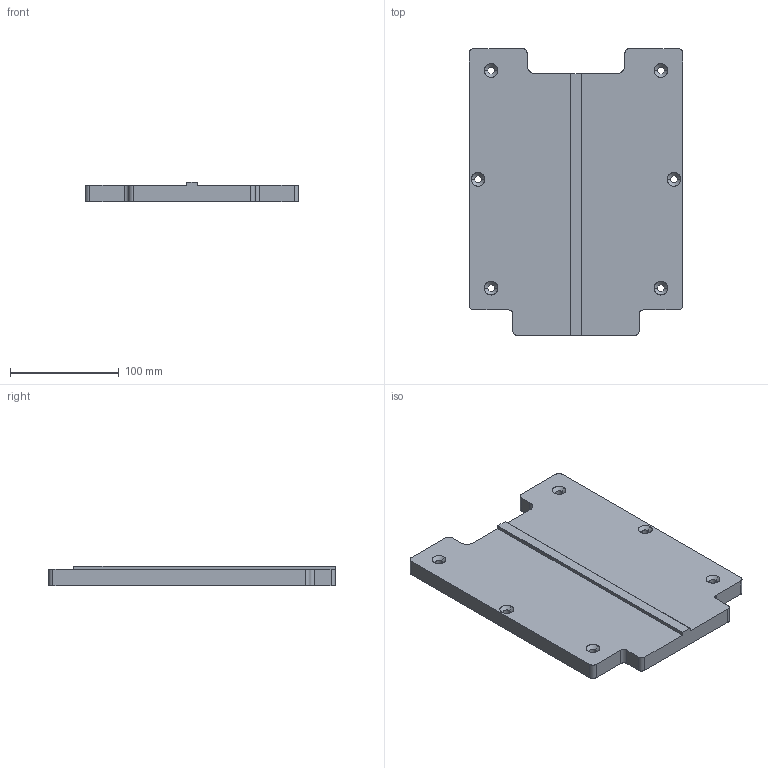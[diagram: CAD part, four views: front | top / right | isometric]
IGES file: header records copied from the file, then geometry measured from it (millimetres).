
Start section: SolidWorks IGES file using analytic representation for surfaces
Global section: file name: suport  broche.IGS; native system: SolidWorks 2013; preprocessor: SolidWorks 2013; author: Utilisateur; date: 200421.212739; units: millimetre
Bounding box: 196 x 263.46 x 18 mm (x, y, z)
Surface area: 112238 mm2 (no closed solid volume)
Topology: 0 solids, 0 shells, 68 faces, 1050 edges, 1224 vertices
Faces by surface type: revolution 48, bspline 20
